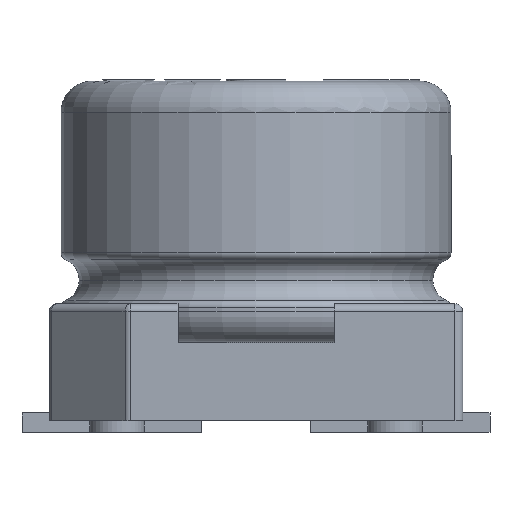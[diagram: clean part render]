
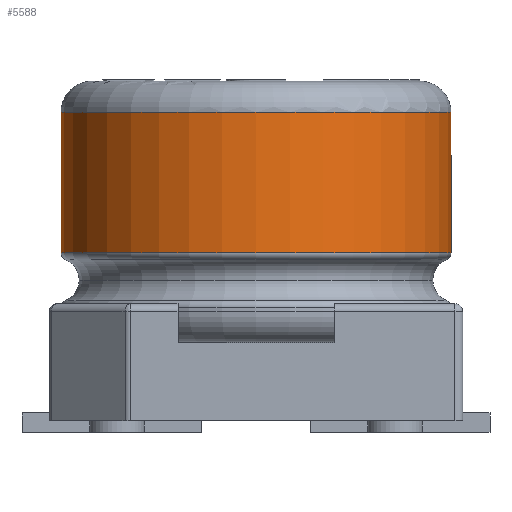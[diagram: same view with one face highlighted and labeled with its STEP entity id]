
A CAD part, left-side view. The second image highlights one B-rep face of the part: STEP entity #5588.
In plain terms, the highlighted cylindrical face has radius 2.5 mm (diameter 5 mm), a partial arc.
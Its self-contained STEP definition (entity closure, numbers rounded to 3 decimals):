
#81 = EDGE_CURVE ( 'NONE', #398, #3876, #2735, .T. ) ;
#162 = VERTEX_POINT ( 'NONE', #3604 ) ;
#291 = AXIS2_PLACEMENT_3D ( 'NONE', #1538, #863, #2621 ) ;
#398 = VERTEX_POINT ( 'NONE', #5525 ) ;
#526 = VERTEX_POINT ( 'NONE', #880 ) ;
#636 = CARTESIAN_POINT ( 'NONE',  ( 0., -2.5, 2.155 ) ) ;
#676 = ORIENTED_EDGE ( 'NONE', *, *, #81, .F. ) ;
#863 = DIRECTION ( 'NONE',  ( 0., 0., -1. ) ) ;
#880 = CARTESIAN_POINT ( 'NONE',  ( 0., 2.5, 3.954 ) ) ;
#1174 = VECTOR ( 'NONE', #3529, 1000. ) ;
#1371 = CYLINDRICAL_SURFACE ( 'NONE', #291, 2.5 ) ;
#1538 = CARTESIAN_POINT ( 'NONE',  ( 0., 0., -18.963 ) ) ;
#1694 = CIRCLE ( 'NONE', #7527, 2.5 ) ;
#1866 = DIRECTION ( 'NONE',  ( 0., 0., -1. ) ) ;
#2251 = CARTESIAN_POINT ( 'NONE',  ( 0., -2.5, -18.963 ) ) ;
#2485 = FACE_OUTER_BOUND ( 'NONE', #3955, .T. ) ;
#2621 = DIRECTION ( 'NONE',  ( 0., 1., 0. ) ) ;
#2648 = DIRECTION ( 'NONE',  ( 0., 0., -1. ) ) ;
#2735 = LINE ( 'NONE', #2251, #1174 ) ;
#3237 = CARTESIAN_POINT ( 'NONE',  ( 0., 0., 3.954 ) ) ;
#3529 = DIRECTION ( 'NONE',  ( 0., 0., -1. ) ) ;
#3604 = CARTESIAN_POINT ( 'NONE',  ( 0., 2.5, 2.155 ) ) ;
#3876 = VERTEX_POINT ( 'NONE', #636 ) ;
#3906 = EDGE_CURVE ( 'NONE', #3876, #162, #1694, .T. ) ;
#3955 = EDGE_LOOP ( 'NONE', ( #676, #5596, #7182, #7030 ) ) ;
#4478 = DIRECTION ( 'NONE',  ( 0., 0., -1. ) ) ;
#4868 = DIRECTION ( 'NONE',  ( 0., 1., 0. ) ) ;
#5512 = EDGE_CURVE ( 'NONE', #526, #162, #7451, .T. ) ;
#5525 = CARTESIAN_POINT ( 'NONE',  ( 0., -2.5, 3.954 ) ) ;
#5533 = CARTESIAN_POINT ( 'NONE',  ( 0., 2.5, -18.963 ) ) ;
#5588 = ADVANCED_FACE ( 'NONE', ( #2485 ), #1371, .T. ) ;
#5596 = ORIENTED_EDGE ( 'NONE', *, *, #5670, .T. ) ;
#5670 = EDGE_CURVE ( 'NONE', #398, #526, #7539, .T. ) ;
#5809 = AXIS2_PLACEMENT_3D ( 'NONE', #3237, #2648, #6283 ) ;
#6283 = DIRECTION ( 'NONE',  ( 0., 1., 0. ) ) ;
#6344 = VECTOR ( 'NONE', #4478, 1000. ) ;
#7030 = ORIENTED_EDGE ( 'NONE', *, *, #3906, .F. ) ;
#7182 = ORIENTED_EDGE ( 'NONE', *, *, #5512, .T. ) ;
#7270 = CARTESIAN_POINT ( 'NONE',  ( 0., 0., 2.155 ) ) ;
#7451 = LINE ( 'NONE', #5533, #6344 ) ;
#7527 = AXIS2_PLACEMENT_3D ( 'NONE', #7270, #1866, #4868 ) ;
#7539 = CIRCLE ( 'NONE', #5809, 2.5 ) ;
